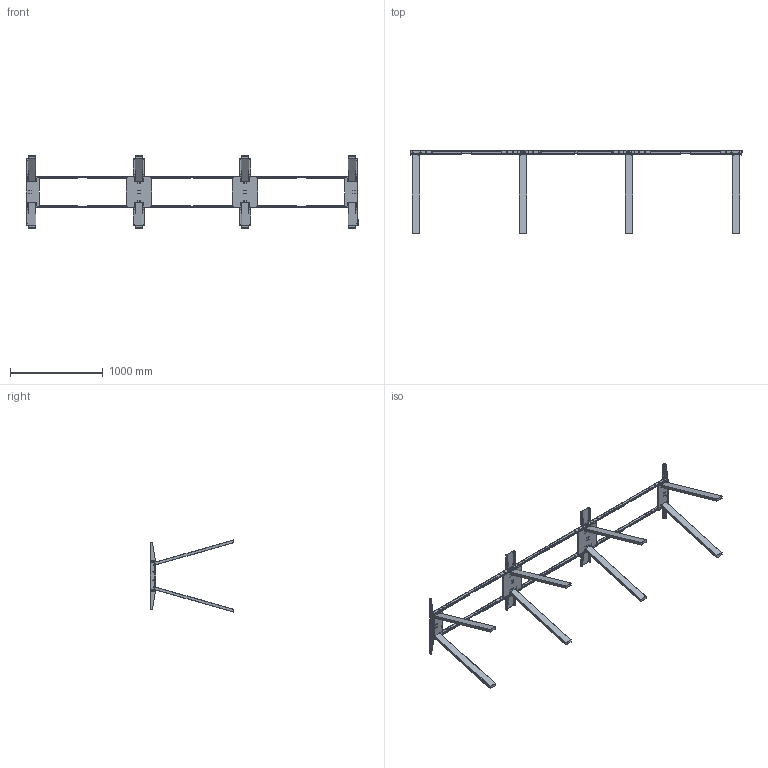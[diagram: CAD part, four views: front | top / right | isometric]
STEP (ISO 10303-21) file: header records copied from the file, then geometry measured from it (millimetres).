
FILE_DESCRIPTION (( 'STEP AP203' ), '1' );
FILE_NAME ('V-4 Aero Flex_höjd 900_50553x+50555x.STEP', '2019-03-29T13:15:52', ( '' ), ( '' ), 'SwSTEP 2.0', 'SolidWorks 2017', '' );
FILE_SCHEMA (( 'CONFIG_CONTROL_DESIGN' ));
Length unit declared in the file: millimetre
Products named in the file (1): V-4 Aero Flex_h鐱d 900_50553x+50555x
Bounding box: 3578 x 899.33 x 778.99 mm (x, y, z)
Surface area: 4534390.7 mm2 (no closed solid volume)
Topology: 0 solids, 297 shells, 1265 faces, 4786 edges, 3774 vertices
Faces by surface type: plane 579, cylinder 484, cone 146, bspline 48, torus 8
Entity records: 52291 total; most frequent: CARTESIAN_POINT 11094, DIRECTION 9024, ORIENTED_EDGE 6596, EDGE_CURVE 4786, VERTEX_POINT 3774, AXIS2_PLACEMENT_3D 3256, LINE 2512, VECTOR 2512
